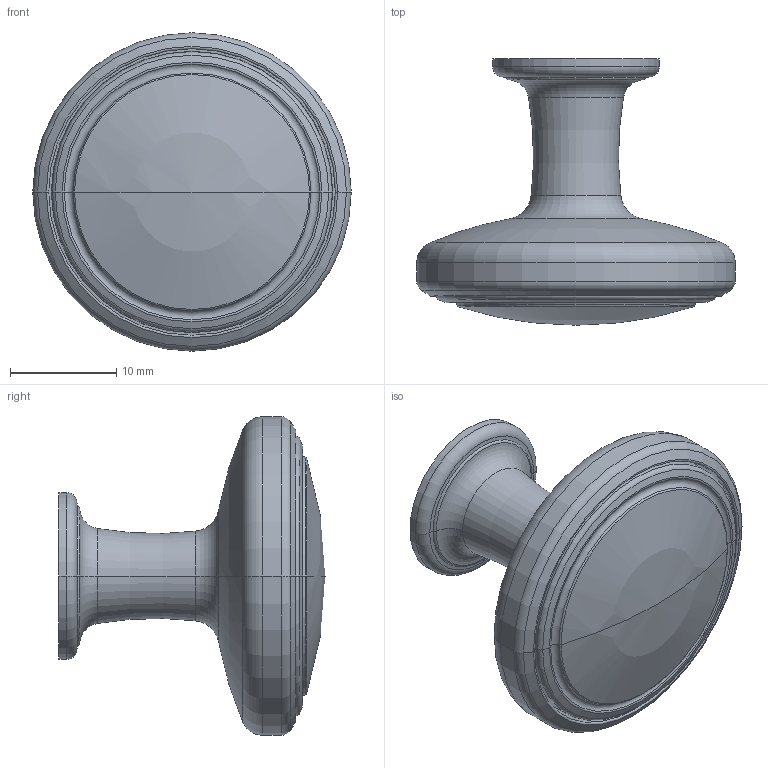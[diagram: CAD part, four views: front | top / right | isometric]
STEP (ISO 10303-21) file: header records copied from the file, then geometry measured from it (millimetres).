
FILE_DESCRIPTION(('Creo Elements/Direct Modeling STEP Export'),'2;1');
FILE_NAME('1971-30.stp','2024-09-16T11:19:33',(''),(''),'Creo Elements/Direct Modeling STEP processor for AP214 (Solid Model)','Creo Elements/Direct Modeling 20.0 12-Nov-2016 (C) Parametric Technology GmbH','');
FILE_SCHEMA(('AUTOMOTIVE_DESIGN { 1 0 10303 214 1 1 1 1 }'));
Length unit declared in the file: millimetre
Products named in the file (4): Knopf; Einlage
Assembly tree (2 placements, depth 2):
  Knopf
    Knopf
  Einlage
    Einlage
Bounding box: 30 x 25.08 x 30 mm (x, y, z)
Volume: 4563.1 mm3; surface area: 4347.6 mm2
Topology: 2 solids, 2 shells, 59 faces, 122 edges, 65 vertices
Faces by surface type: torus 26, cylinder 12, sphere 8, cone 6, plane 5, revolution 2
Entity records: 1474 total; most frequent: DIRECTION 260, ORIENTED_EDGE 232, CARTESIAN_POINT 229, AXIS2_PLACEMENT_3D 120, EDGE_CURVE 116, VERTEX_POINT 65, EDGE_LOOP 63, CIRCLE 60
